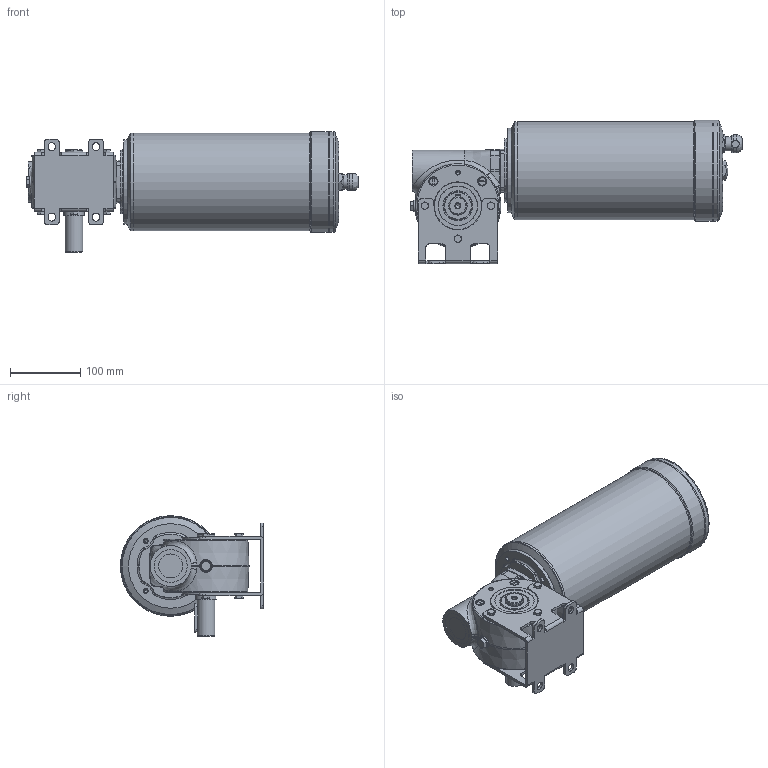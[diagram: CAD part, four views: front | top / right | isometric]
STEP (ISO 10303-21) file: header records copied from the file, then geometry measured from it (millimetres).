
FILE_DESCRIPTION( ( 'Unknown' ), '1' );
FILE_NAME( '65F0464674C63F7767B87486212E799A.3d.stp', 'Unknown', ( 'Unknown' ), ( 'Unknown' ), 'PSStep 10.1', 'Unknown', ' ' );
FILE_SCHEMA( ( 'AUTOMOTIVE_DESIGN { 1 0 10303 214 1 1 1 1 }' ) );
Length unit declared in the file: millimetre
Products named in the file (1): N508800
Bounding box: 471.5 x 203.5 x 171.5 mm (x, y, z)
Volume: 5841460.1 mm3; surface area: 292279.6 mm2
Topology: 1 solids, 25 shells, 711 faces, 1709 edges, 1090 vertices
Faces by surface type: plane 288, cylinder 190, cone 132, bspline 51, torus 49, sphere 1
Full cylindrical faces by diameter (mm): 4.917 x30, 6 x10, 6.5 x10, 6.647 x2, 7 x5, 8.9 x6, 10 x4, 12 x4, 13.4 x1, 16.662 x1, 18 x1, 19 x1, 20 x1, 23.7 x1, 25 x4, 29.5 x1, 30 x1, 34 x1, 40 x1, 42.5 x2, 47 x1, 55 x1, 68 x1, 80 x2, 120 x1, 138.98 x1, 139 x2, 142.98 x2, 143 x3
Entity records: 29438 total; most frequent: CARTESIAN_POINT 9038, DIRECTION 3001, ORIENTED_EDGE 2770, EDGE_CURVE 1385, AXIS2_PLACEMENT_3D 1250, EDGE_LOOP 1000, VERTEX_POINT 989, FACE_OUTER_BOUND 840
